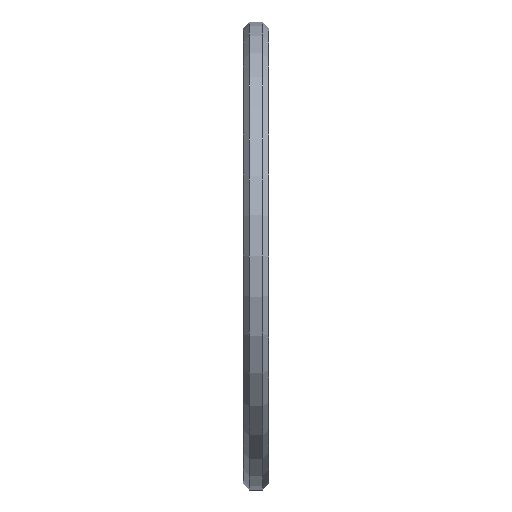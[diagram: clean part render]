
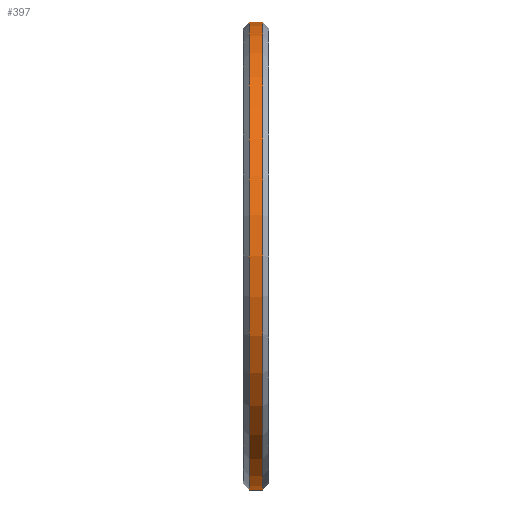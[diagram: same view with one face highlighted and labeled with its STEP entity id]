
A CAD part, front view. The second image highlights one B-rep face of the part: STEP entity #397.
In plain terms, the highlighted cylindrical face has radius 9.525 mm (diameter 19.05 mm), a partial arc.
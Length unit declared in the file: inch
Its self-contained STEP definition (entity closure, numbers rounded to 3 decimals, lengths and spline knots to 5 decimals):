
#44 = DIRECTION ( 'NONE',  ( 1., 0., 0. ) ) ;
#46 = VERTEX_POINT ( 'NONE', #82 ) ;
#82 = CARTESIAN_POINT ( 'NONE',  ( 0.01, 0., -0.375 ) ) ;
#97 = FACE_OUTER_BOUND ( 'NONE', #456, .T. ) ;
#101 = AXIS2_PLACEMENT_3D ( 'NONE', #1003, #990, #293 ) ;
#131 = EDGE_CURVE ( 'NONE', #507, #46, #429, .T. ) ;
#231 = EDGE_CURVE ( 'NONE', #442, #1149, #288, .T. ) ;
#275 = DIRECTION ( 'NONE',  ( 1., 0., 0. ) ) ;
#286 = VECTOR ( 'NONE', #837, 39.37008 ) ;
#288 = CIRCLE ( 'NONE', #101, 0.375 ) ;
#293 = DIRECTION ( 'NONE',  ( 0., 0., -1. ) ) ;
#299 = CARTESIAN_POINT ( 'NONE',  ( 0., 0., -0.375 ) ) ;
#323 = ORIENTED_EDGE ( 'NONE', *, *, #1044, .T. ) ;
#397 = ADVANCED_FACE ( 'NONE', ( #97 ), #516, .T. ) ;
#429 = CIRCLE ( 'NONE', #948, 0.375 ) ;
#438 = LINE ( 'NONE', #299, #286 ) ;
#441 = DIRECTION ( 'NONE',  ( 0., 0., 1. ) ) ;
#442 = VERTEX_POINT ( 'NONE', #924 ) ;
#450 = CARTESIAN_POINT ( 'NONE',  ( 0.01, 0., 0. ) ) ;
#451 = AXIS2_PLACEMENT_3D ( 'NONE', #483, #44, #573 ) ;
#456 = EDGE_LOOP ( 'NONE', ( #1016, #762, #323, #664 ) ) ;
#483 = CARTESIAN_POINT ( 'NONE',  ( 0., 0., 0. ) ) ;
#490 = DIRECTION ( 'NONE',  ( 1., 0., 0. ) ) ;
#507 = VERTEX_POINT ( 'NONE', #774 ) ;
#512 = EDGE_CURVE ( 'NONE', #507, #1149, #1025, .T. ) ;
#516 = CYLINDRICAL_SURFACE ( 'NONE', #451, 0.375 ) ;
#571 = CARTESIAN_POINT ( 'NONE',  ( 0.031, 0., 0.375 ) ) ;
#573 = DIRECTION ( 'NONE',  ( 0., 0., -1. ) ) ;
#664 = ORIENTED_EDGE ( 'NONE', *, *, #231, .T. ) ;
#743 = VECTOR ( 'NONE', #490, 39.37008 ) ;
#762 = ORIENTED_EDGE ( 'NONE', *, *, #131, .T. ) ;
#774 = CARTESIAN_POINT ( 'NONE',  ( 0.01, 0., 0.375 ) ) ;
#837 = DIRECTION ( 'NONE',  ( 1., 0., 0. ) ) ;
#924 = CARTESIAN_POINT ( 'NONE',  ( 0.031, 0., -0.375 ) ) ;
#948 = AXIS2_PLACEMENT_3D ( 'NONE', #450, #275, #441 ) ;
#990 = DIRECTION ( 'NONE',  ( -1., 0., 0. ) ) ;
#1003 = CARTESIAN_POINT ( 'NONE',  ( 0.031, 0., 0. ) ) ;
#1016 = ORIENTED_EDGE ( 'NONE', *, *, #512, .F. ) ;
#1025 = LINE ( 'NONE', #1131, #743 ) ;
#1044 = EDGE_CURVE ( 'NONE', #46, #442, #438, .T. ) ;
#1131 = CARTESIAN_POINT ( 'NONE',  ( 0., 0., 0.375 ) ) ;
#1149 = VERTEX_POINT ( 'NONE', #571 ) ;
